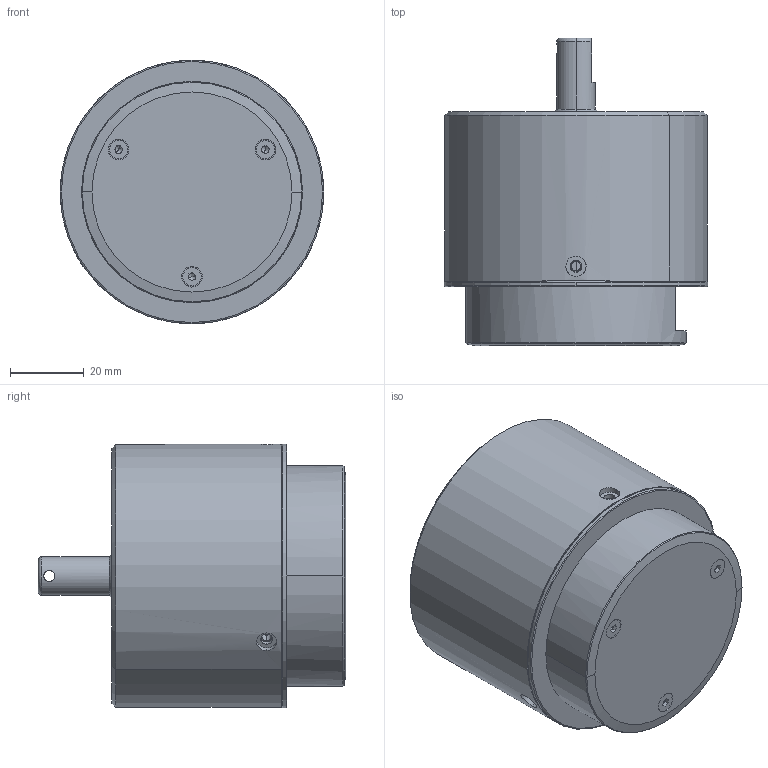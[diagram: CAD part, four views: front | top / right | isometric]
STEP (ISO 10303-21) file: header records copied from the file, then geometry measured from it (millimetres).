
FILE_DESCRIPTION (( 'STEP AP203' ), '1' );
FILE_NAME ('Assem_6623µç»ú-¾¶Ïò.STEP', '2017-12-15T09:51:21', ( '' ), ( '' ), 'SwSTEP 2.0', 'SolidWorks 2016', '' );
FILE_SCHEMA (( 'CONFIG_CONTROL_DESIGN' ));
Length unit declared in the file: millimetre
Products named in the file (1): Assem_6623萇儂-噤砃
Bounding box: 71.6 x 83.5 x 71.6 mm (x, y, z)
Volume: 63321 mm3; surface area: 58118.2 mm2
Topology: 9 solids, 9 shells, 916 faces, 2252 edges, 1445 vertices
Faces by surface type: plane 414, cylinder 335, cone 152, torus 11, bspline 4
Entity records: 28365 total; most frequent: CARTESIAN_POINT 6110, DIRECTION 4812, ORIENTED_EDGE 4484, EDGE_CURVE 2242, AXIS2_PLACEMENT_3D 1829, VERTEX_POINT 1445, LINE 1154, VECTOR 1154
